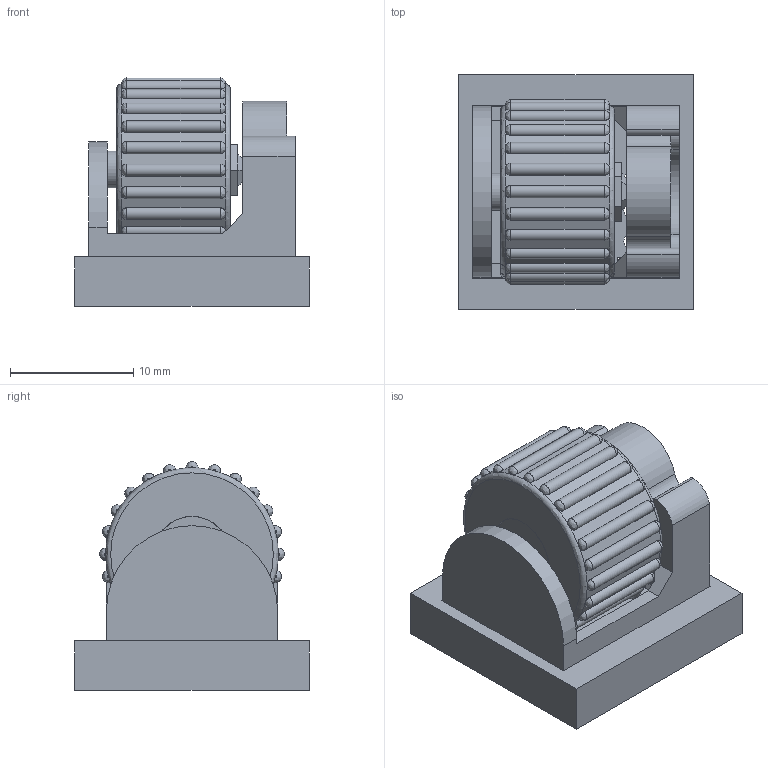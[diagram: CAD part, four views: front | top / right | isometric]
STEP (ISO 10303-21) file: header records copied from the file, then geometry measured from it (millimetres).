
FILE_DESCRIPTION(('FreeCAD Model'),'2;1');
FILE_NAME('Open CASCADE Shape Model','2025-11-28T16:35:13',('Author'),( ''),'Open CASCADE STEP processor 7.8','FreeCAD','Unknown');
FILE_SCHEMA(('AUTOMOTIVE_DESIGN { 1 0 10303 214 1 1 1 1 }'));
Length unit declared in the file: millimetre
Products named in the file (8): Unnamed; Part; Part000; Part001; Part002; Part003; Part004; Socket
Assembly tree (7 placements, depth 3):
  Unnamed
    Part
      Part000
      Part001
      Part002
      Part003
      Part004
    Socket
Bounding box: 19.05 x 19.05 x 18.54 mm (x, y, z)
Volume: 3146 mm3; surface area: 3696 mm2
Topology: 6 solids, 6 shells, 296 faces, 718 edges, 441 vertices
Faces by surface type: plane 166, cylinder 80, bspline 48, torus 2
Full cylindrical faces by diameter (mm): 1.626 x3, 2 x1, 3 x2, 3.15 x1, 5.4 x1, 5.6 x1, 6 x1, 6.15 x2
Entity records: 10192 total; most frequent: CARTESIAN_POINT 3263, ORIENTED_EDGE 1436, DIRECTION 1384, EDGE_CURVE 718, AXIS2_PLACEMENT_3D 520, VERTEX_POINT 441, LINE 344, VECTOR 344
